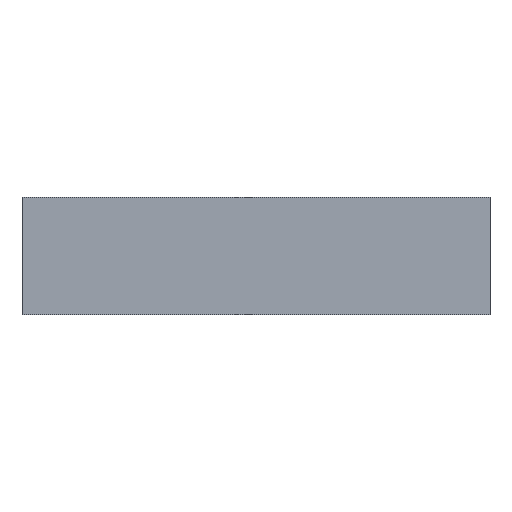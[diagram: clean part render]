
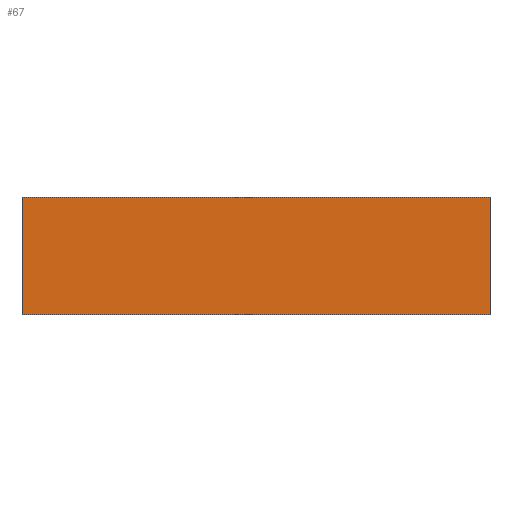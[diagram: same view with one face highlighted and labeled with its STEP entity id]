
A CAD part, left-side view. The second image highlights one B-rep face of the part: STEP entity #67.
In plain terms, the highlighted planar face has unit normal (-1, 0, 0).
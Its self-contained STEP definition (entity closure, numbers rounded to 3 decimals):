
#8 = LINE ( 'NONE', #11, #366 ) ;
#9 = CARTESIAN_POINT ( 'NONE',  ( -12.5, 50., 12.5 ) ) ;
#11 = CARTESIAN_POINT ( 'NONE',  ( -12.5, 50., -12.5 ) ) ;
#22 = FACE_OUTER_BOUND ( 'NONE', #277, .T. ) ;
#32 = PLANE ( 'NONE',  #208 ) ;
#34 = ORIENTED_EDGE ( 'NONE', *, *, #267, .F. ) ;
#46 = VERTEX_POINT ( 'NONE', #348 ) ;
#51 = ORIENTED_EDGE ( 'NONE', *, *, #276, .T. ) ;
#67 = ADVANCED_FACE ( 'NONE', ( #22 ), #32, .T. ) ;
#76 = VECTOR ( 'NONE', #222, 1000. ) ;
#81 = VERTEX_POINT ( 'NONE', #161 ) ;
#87 = CARTESIAN_POINT ( 'NONE',  ( -12.5, -50., -12.5 ) ) ;
#106 = EDGE_CURVE ( 'NONE', #46, #284, #112, .T. ) ;
#112 = LINE ( 'NONE', #87, #76 ) ;
#120 = ORIENTED_EDGE ( 'NONE', *, *, #220, .T. ) ;
#122 = DIRECTION ( 'NONE',  ( 0., 1., 0. ) ) ;
#136 = LINE ( 'NONE', #260, #221 ) ;
#137 = DIRECTION ( 'NONE',  ( 0., 0., 1. ) ) ;
#148 = CARTESIAN_POINT ( 'NONE',  ( -12.5, 50., -12.5 ) ) ;
#161 = CARTESIAN_POINT ( 'NONE',  ( -12.5, -50., 12.5 ) ) ;
#171 = DIRECTION ( 'NONE',  ( 0., 0., 1. ) ) ;
#194 = VERTEX_POINT ( 'NONE', #9 ) ;
#208 = AXIS2_PLACEMENT_3D ( 'NONE', #285, #316, #137 ) ;
#220 = EDGE_CURVE ( 'NONE', #81, #194, #311, .T. ) ;
#221 = VECTOR ( 'NONE', #171, 1000. ) ;
#222 = DIRECTION ( 'NONE',  ( 0., 1., 0. ) ) ;
#260 = CARTESIAN_POINT ( 'NONE',  ( -12.5, -50., -12.5 ) ) ;
#267 = EDGE_CURVE ( 'NONE', #284, #194, #8, .T. ) ;
#276 = EDGE_CURVE ( 'NONE', #46, #81, #136, .T. ) ;
#277 = EDGE_LOOP ( 'NONE', ( #120, #34, #343, #51 ) ) ;
#284 = VERTEX_POINT ( 'NONE', #148 ) ;
#285 = CARTESIAN_POINT ( 'NONE',  ( -12.5, -50., -12.5 ) ) ;
#294 = CARTESIAN_POINT ( 'NONE',  ( -12.5, -50., 12.5 ) ) ;
#297 = VECTOR ( 'NONE', #122, 1000. ) ;
#298 = DIRECTION ( 'NONE',  ( 0., 0., 1. ) ) ;
#311 = LINE ( 'NONE', #294, #297 ) ;
#316 = DIRECTION ( 'NONE',  ( -1., 0., 0. ) ) ;
#343 = ORIENTED_EDGE ( 'NONE', *, *, #106, .F. ) ;
#348 = CARTESIAN_POINT ( 'NONE',  ( -12.5, -50., -12.5 ) ) ;
#366 = VECTOR ( 'NONE', #298, 1000. ) ;
